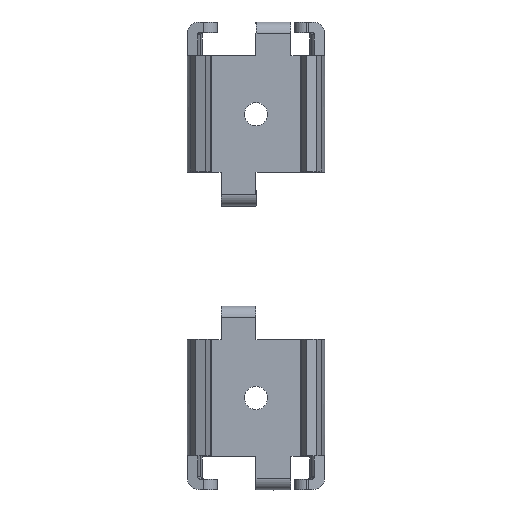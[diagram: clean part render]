
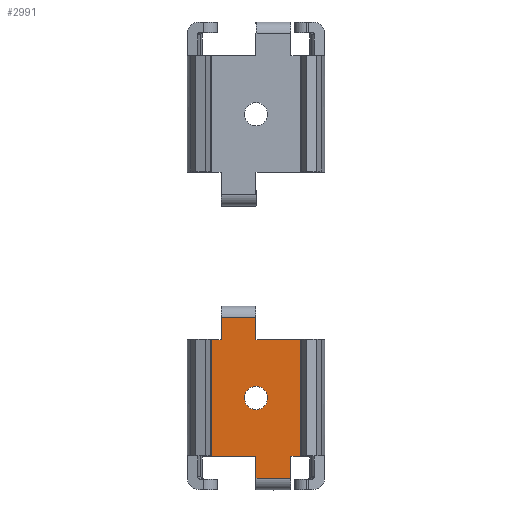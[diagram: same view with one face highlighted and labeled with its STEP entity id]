
A CAD part, top view. The second image highlights one B-rep face of the part: STEP entity #2991.
In plain terms, the highlighted planar face has unit normal (0, 0, 1).
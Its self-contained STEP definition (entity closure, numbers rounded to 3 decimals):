
#86 = ORIENTED_EDGE ( 'NONE', *, *, #1210, .T. ) ;
#90 = CARTESIAN_POINT ( 'NONE',  ( 0., 5.95, 0. ) ) ;
#244 = EDGE_CURVE ( 'NONE', #7037, #6273, #6687, .T. ) ;
#264 = ORIENTED_EDGE ( 'NONE', *, *, #4674, .F. ) ;
#270 = DIRECTION ( 'NONE',  ( 0., -1., 0. ) ) ;
#272 = VECTOR ( 'NONE', #4346, 1000. ) ;
#387 = VERTEX_POINT ( 'NONE', #498 ) ;
#464 = VERTEX_POINT ( 'NONE', #2122 ) ;
#498 = CARTESIAN_POINT ( 'NONE',  ( -0.5, 2.5, 0. ) ) ;
#538 = VERTEX_POINT ( 'NONE', #1000 ) ;
#571 = FACE_BOUND ( 'NONE', #630, .T. ) ;
#577 = ORIENTED_EDGE ( 'NONE', *, *, #244, .T. ) ;
#590 = CARTESIAN_POINT ( 'NONE',  ( 2.003, 0., 0. ) ) ;
#596 = VECTOR ( 'NONE', #1818, 1000. ) ;
#608 = EDGE_CURVE ( 'NONE', #1183, #387, #2068, .T. ) ;
#613 = ORIENTED_EDGE ( 'NONE', *, *, #3178, .T. ) ;
#630 = EDGE_LOOP ( 'NONE', ( #1643, #1524 ) ) ;
#756 = VERTEX_POINT ( 'NONE', #3287 ) ;
#796 = DIRECTION ( 'NONE',  ( 0., -1., 0. ) ) ;
#813 = VERTEX_POINT ( 'NONE', #2712 ) ;
#890 = CARTESIAN_POINT ( 'NONE',  ( -1.5, 6., 0. ) ) ;
#896 = CARTESIAN_POINT ( 'NONE',  ( 1.5, -1., 0. ) ) ;
#931 = VERTEX_POINT ( 'NONE', #4770 ) ;
#1000 = CARTESIAN_POINT ( 'NONE',  ( 1.5, -0.95, 0. ) ) ;
#1036 = CARTESIAN_POINT ( 'NONE',  ( 2.003, 0., 0. ) ) ;
#1040 = CARTESIAN_POINT ( 'NONE',  ( -2.003, 5., 0. ) ) ;
#1061 = VERTEX_POINT ( 'NONE', #7904 ) ;
#1183 = VERTEX_POINT ( 'NONE', #4220 ) ;
#1210 = EDGE_CURVE ( 'NONE', #1638, #3545, #3525, .T. ) ;
#1493 = CARTESIAN_POINT ( 'NONE',  ( 0., 0., 0. ) ) ;
#1517 = EDGE_CURVE ( 'NONE', #3850, #538, #1696, .T. ) ;
#1524 = ORIENTED_EDGE ( 'NONE', *, *, #1820, .T. ) ;
#1638 = VERTEX_POINT ( 'NONE', #1040 ) ;
#1643 = ORIENTED_EDGE ( 'NONE', *, *, #608, .T. ) ;
#1682 = CARTESIAN_POINT ( 'NONE',  ( 0., 2.5, 0. ) ) ;
#1696 = LINE ( 'NONE', #896, #5103 ) ;
#1773 = LINE ( 'NONE', #6353, #5170 ) ;
#1818 = DIRECTION ( 'NONE',  ( 1., 0., 0. ) ) ;
#1820 = EDGE_CURVE ( 'NONE', #387, #1183, #3772, .T. ) ;
#1893 = ORIENTED_EDGE ( 'NONE', *, *, #2974, .F. ) ;
#1936 = LINE ( 'NONE', #890, #3670 ) ;
#2068 = CIRCLE ( 'NONE', #6722, 0.5 ) ;
#2122 = CARTESIAN_POINT ( 'NONE',  ( 2.003, 5., 0. ) ) ;
#2261 = LINE ( 'NONE', #6627, #7152 ) ;
#2265 = CARTESIAN_POINT ( 'NONE',  ( 2.003, 0., 0. ) ) ;
#2319 = DIRECTION ( 'NONE',  ( 1., 0., 0. ) ) ;
#2373 = CARTESIAN_POINT ( 'NONE',  ( -2.003, 0., 0. ) ) ;
#2554 = DIRECTION ( 'NONE',  ( 0., 0., -1. ) ) ;
#2657 = VECTOR ( 'NONE', #5502, 1000. ) ;
#2712 = CARTESIAN_POINT ( 'NONE',  ( 0., -0.95, 0. ) ) ;
#2788 = DIRECTION ( 'NONE',  ( 0., 1., 0. ) ) ;
#2914 = DIRECTION ( 'NONE',  ( 1., 0., 0. ) ) ;
#2972 = ORIENTED_EDGE ( 'NONE', *, *, #4886, .T. ) ;
#2974 = EDGE_CURVE ( 'NONE', #7037, #1061, #2261, .T. ) ;
#2991 = ADVANCED_FACE ( 'NONE', ( #571, #5475 ), #3493, .T. ) ;
#3152 = ORIENTED_EDGE ( 'NONE', *, *, #3612, .F. ) ;
#3178 = EDGE_CURVE ( 'NONE', #3545, #931, #5168, .T. ) ;
#3287 = CARTESIAN_POINT ( 'NONE',  ( -1.5, 5., 0. ) ) ;
#3306 = VECTOR ( 'NONE', #6165, 1000. ) ;
#3463 = LINE ( 'NONE', #8068, #4969 ) ;
#3493 = PLANE ( 'NONE',  #6691 ) ;
#3508 = AXIS2_PLACEMENT_3D ( 'NONE', #6394, #2554, #7025 ) ;
#3525 = LINE ( 'NONE', #3560, #3306 ) ;
#3545 = VERTEX_POINT ( 'NONE', #2373 ) ;
#3560 = CARTESIAN_POINT ( 'NONE',  ( -2.003, 0., 0. ) ) ;
#3612 = EDGE_CURVE ( 'NONE', #756, #6273, #1936, .T. ) ;
#3670 = VECTOR ( 'NONE', #4707, 1000. ) ;
#3772 = CIRCLE ( 'NONE', #3508, 0.5 ) ;
#3800 = DIRECTION ( 'NONE',  ( 1., 0., 0. ) ) ;
#3850 = VERTEX_POINT ( 'NONE', #3875 ) ;
#3875 = CARTESIAN_POINT ( 'NONE',  ( 1.5, 0., 0. ) ) ;
#4220 = CARTESIAN_POINT ( 'NONE',  ( 0.5, 2.5, 0. ) ) ;
#4328 = CARTESIAN_POINT ( 'NONE',  ( 2.003, 0., 0. ) ) ;
#4346 = DIRECTION ( 'NONE',  ( 1., 0., 0. ) ) ;
#4416 = LINE ( 'NONE', #1493, #7613 ) ;
#4674 = EDGE_CURVE ( 'NONE', #813, #931, #4416, .T. ) ;
#4707 = DIRECTION ( 'NONE',  ( 0., 1., 0. ) ) ;
#4770 = CARTESIAN_POINT ( 'NONE',  ( 0., 0., 0. ) ) ;
#4886 = EDGE_CURVE ( 'NONE', #3850, #6828, #5504, .T. ) ;
#4900 = DIRECTION ( 'NONE',  ( -1., 0., 0. ) ) ;
#4969 = VECTOR ( 'NONE', #4900, 1000. ) ;
#4997 = VECTOR ( 'NONE', #6124, 1000. ) ;
#5036 = ORIENTED_EDGE ( 'NONE', *, *, #1517, .F. ) ;
#5103 = VECTOR ( 'NONE', #796, 1000. ) ;
#5151 = ORIENTED_EDGE ( 'NONE', *, *, #7270, .T. ) ;
#5168 = LINE ( 'NONE', #590, #272 ) ;
#5170 = VECTOR ( 'NONE', #3800, 1000. ) ;
#5475 = FACE_OUTER_BOUND ( 'NONE', #8026, .T. ) ;
#5502 = DIRECTION ( 'NONE',  ( 0., 1., 0. ) ) ;
#5504 = LINE ( 'NONE', #7616, #596 ) ;
#5600 = EDGE_CURVE ( 'NONE', #813, #538, #1773, .T. ) ;
#5779 = CARTESIAN_POINT ( 'NONE',  ( 2.263, 5., 0. ) ) ;
#6124 = DIRECTION ( 'NONE',  ( -1., 0., 0. ) ) ;
#6165 = DIRECTION ( 'NONE',  ( 0., -1., 0. ) ) ;
#6179 = DIRECTION ( 'NONE',  ( 0., 0., -1. ) ) ;
#6273 = VERTEX_POINT ( 'NONE', #6674 ) ;
#6347 = ORIENTED_EDGE ( 'NONE', *, *, #7994, .T. ) ;
#6353 = CARTESIAN_POINT ( 'NONE',  ( 2.003, -0.95, 0. ) ) ;
#6394 = CARTESIAN_POINT ( 'NONE',  ( 0., 2.5, 0. ) ) ;
#6396 = DIRECTION ( 'NONE',  ( 1., 0., 0. ) ) ;
#6478 = VECTOR ( 'NONE', #6396, 1000. ) ;
#6627 = CARTESIAN_POINT ( 'NONE',  ( 0., 5., 0. ) ) ;
#6664 = LINE ( 'NONE', #1036, #2657 ) ;
#6674 = CARTESIAN_POINT ( 'NONE',  ( -1.5, 5.95, 0. ) ) ;
#6687 = LINE ( 'NONE', #7991, #4997 ) ;
#6688 = LINE ( 'NONE', #5779, #6478 ) ;
#6691 = AXIS2_PLACEMENT_3D ( 'NONE', #2265, #6741, #2914 ) ;
#6722 = AXIS2_PLACEMENT_3D ( 'NONE', #1682, #6179, #2319 ) ;
#6741 = DIRECTION ( 'NONE',  ( 0., 0., 1. ) ) ;
#6828 = VERTEX_POINT ( 'NONE', #4328 ) ;
#7025 = DIRECTION ( 'NONE',  ( 1., 0., 0. ) ) ;
#7037 = VERTEX_POINT ( 'NONE', #90 ) ;
#7152 = VECTOR ( 'NONE', #270, 1000. ) ;
#7270 = EDGE_CURVE ( 'NONE', #464, #1061, #3463, .T. ) ;
#7532 = EDGE_CURVE ( 'NONE', #1638, #756, #6688, .T. ) ;
#7613 = VECTOR ( 'NONE', #2788, 1000. ) ;
#7616 = CARTESIAN_POINT ( 'NONE',  ( 2.263, 0., 0. ) ) ;
#7697 = ORIENTED_EDGE ( 'NONE', *, *, #5600, .T. ) ;
#7904 = CARTESIAN_POINT ( 'NONE',  ( 0., 5., 0. ) ) ;
#7940 = ORIENTED_EDGE ( 'NONE', *, *, #7532, .F. ) ;
#7991 = CARTESIAN_POINT ( 'NONE',  ( 2.003, 5.95, 0. ) ) ;
#7994 = EDGE_CURVE ( 'NONE', #6828, #464, #6664, .T. ) ;
#8026 = EDGE_LOOP ( 'NONE', ( #5151, #1893, #577, #3152, #7940, #86, #613, #264, #7697, #5036, #2972, #6347 ) ) ;
#8068 = CARTESIAN_POINT ( 'NONE',  ( 2.003, 5., 0. ) ) ;
